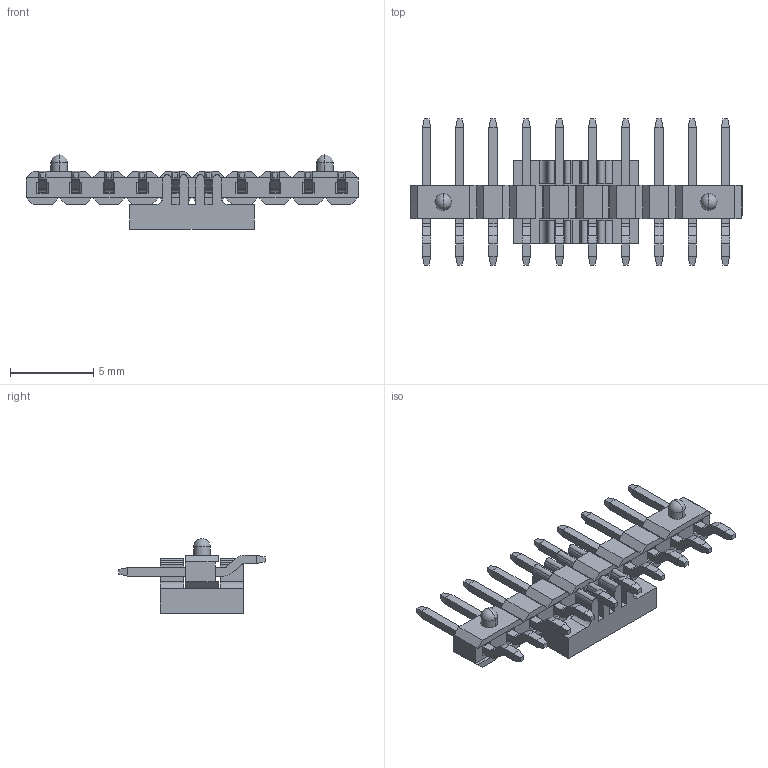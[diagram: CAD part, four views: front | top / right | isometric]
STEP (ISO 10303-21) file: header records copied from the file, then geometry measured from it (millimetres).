
FILE_DESCRIPTION( ('This file contains a STEP AP42 implementation' ,'as created by ZW3D STEP Interface translator.') ,'2;1' );
FILE_NAME( '1220-11XXXXZXXXXXXX(衄翐).stp' ,'23 323.111828', (''), ('ZWCAD Software Co.'), 'Version 1.0', 'ZW3D to STEP translator', '' );
FILE_SCHEMA(('AUTOMOTIVE_DESIGN { 1 0 10303 214 1 1 1 1 }'));
Length unit declared in the file: millimetre
Products named in the file (2): 0; 1220-1120XXZ092XXXX(衄翐)
Bounding box: 20 x 8.8 x 4.5 mm (x, y, z)
Volume: 154.3 mm3; surface area: 555.4 mm2
Topology: 12 solids, 12 shells, 496 faces, 1256 edges, 782 vertices
Faces by surface type: plane 420, cylinder 72, sphere 4
Entity records: 15051 total; most frequent: CARTESIAN_POINT 2531, ORIENTED_EDGE 2504, DIRECTION 2394, EDGE_CURVE 1252, VECTOR 1104, LINE 1104, VERTEX_POINT 782, AXIS2_PLACEMENT_3D 645
